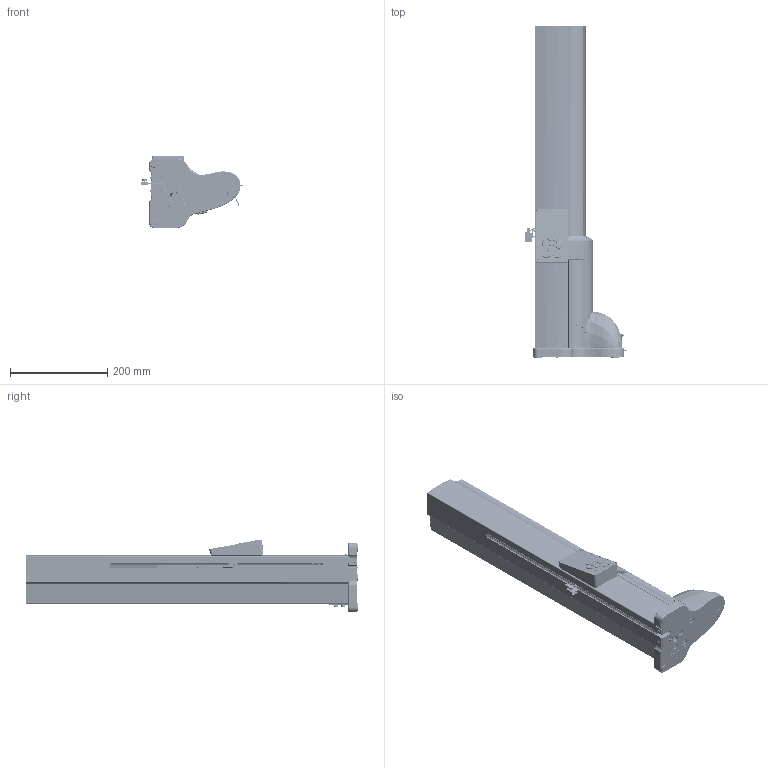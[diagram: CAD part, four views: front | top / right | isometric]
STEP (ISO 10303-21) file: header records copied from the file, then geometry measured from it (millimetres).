
FILE_DESCRIPTION((''),'2;1');
FILE_NAME('HI_CAL_450_3D_CLIENT2','2022-11-22T11:22:44',('mha'),('Sylvac SA'),'CREO PARAMETRIC BY PTC INC, 2022244','CREO PARAMETRIC BY PTC INC, 2022244','');
FILE_SCHEMA(('CONFIG_CONTROL_DESIGN'));
Products named in the file (1): HI_CAL_450_3D_CLIENT2
Bounding box: 210.35 x 681 x 148.35 mm (x, y, z)
Volume: 1478003.9 mm3; surface area: 964078.8 mm2
Topology: 21 solids, 25 shells, 7285 faces, 19733 edges, 12443 vertices
Faces by surface type: plane 4219, cylinder 2093, cone 297, bspline 252, sphere 197, torus 191, extrusion 36
Entity records: 262745 total; most frequent: CARTESIAN_POINT 79120, ORIENTED_EDGE 39118, DIRECTION 37159, EDGE_CURVE 19559, VECTOR 13357, LINE 13321, VERTEX_POINT 12443, AXIS2_PLACEMENT_3D 11901
